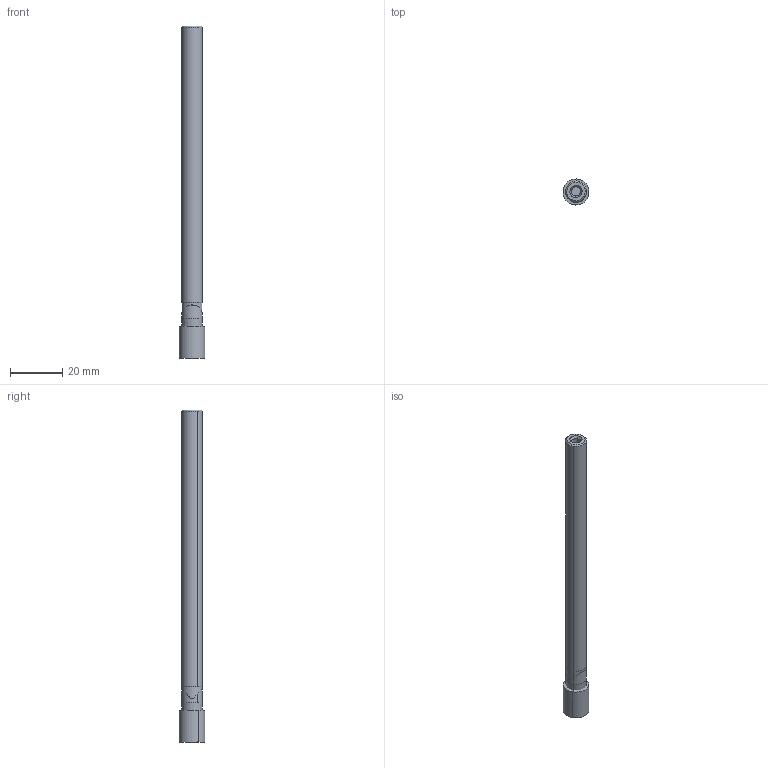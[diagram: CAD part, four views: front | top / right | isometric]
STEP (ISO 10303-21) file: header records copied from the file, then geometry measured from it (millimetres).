
FILE_DESCRIPTION(('CATIA V5 STEP','CAx-IF Rec.Pracs.--- Model Styling and Organization---1.2---2011-12-15'),'2;1');
FILE_NAME('MTE D09.9-1-C08C-12-L.stp','2017-08-09T08:46:39+00:00',('none'),('none'),'CATIA Version 5 Release 21 SP 5 (IN-10)','CATIA V5 STEP AP214','none');
FILE_SCHEMA(('AUTOMOTIVE_DESIGN { 1 0 10303 214 1 1 1 1 }'));
Length unit declared in the file: millimetre
Products named in the file (1): MTE D09.9-1-C08C-12
Bounding box: 9.94 x 9.94 x 127 mm (x, y, z)
Volume: 7134.5 mm3; surface area: 3838 mm2
Topology: 2 solids, 2 shells, 37 faces, 87 edges, 54 vertices
Faces by surface type: cone 12, cylinder 11, plane 8, revolution 4, torus 2
Entity records: 1116 total; most frequent: CARTESIAN_POINT 327, ORIENTED_EDGE 152, DIRECTION 121, EDGE_CURVE 76, AXIS2_PLACEMENT_3D 62, VERTEX_POINT 46, EDGE_LOOP 42, ADVANCED_FACE 37
